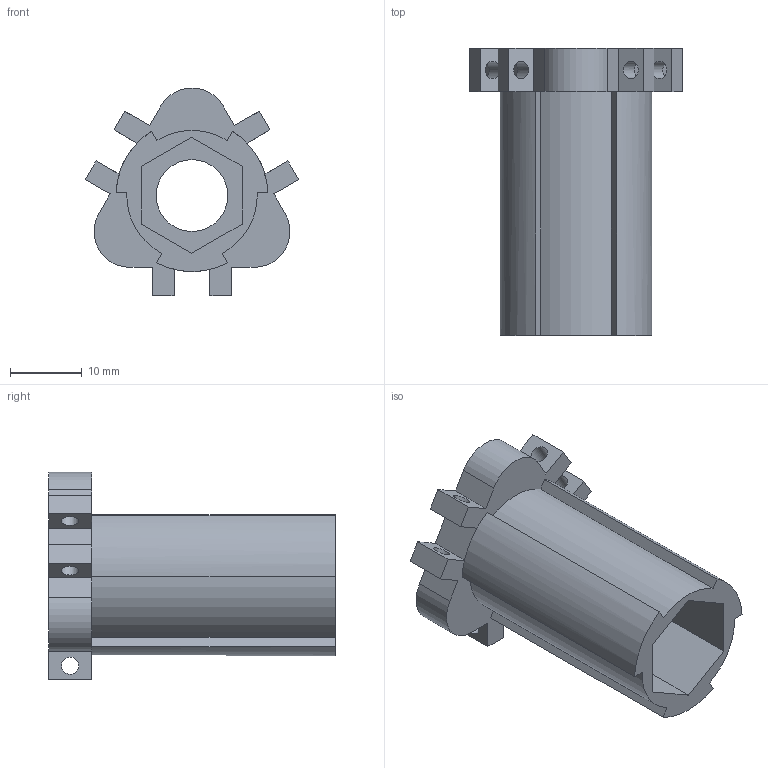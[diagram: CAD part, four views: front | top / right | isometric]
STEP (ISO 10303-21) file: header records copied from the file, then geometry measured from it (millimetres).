
FILE_DESCRIPTION(/* description */ ('STEP AP214'),/* implementation_level */ '2;1');
FILE_NAME(/* name */ '61fa9e5fde1f9b6a4c35e5e4',/* time_stamp */ '2022-02-02T15:08:16+00:00',/* author */ (''),/* organization */ (''),/* preprocessor_version */ 'ST-DEVELOPER v18.101',/* originating_system */ ' ',/* authorisation */ ' ');
FILE_SCHEMA (('AUTOMOTIVE_DESIGN {1 0 10303 214 3 1 1}'));
Length unit declared in the file: metre
Products named in the file (1): Tige
Bounding box: 29.75 x 40 x 29 mm (x, y, z)
Volume: 7629.1 mm3; surface area: 5979.2 mm2
Topology: 1 solids, 1 shells, 64 faces, 180 edges, 119 vertices
Faces by surface type: plane 48, cylinder 16
Full cylindrical faces by diameter (mm): 2.4 x6, 10 x1
Entity records: 2054 total; most frequent: CARTESIAN_POINT 351, ORIENTED_EDGE 340, DIRECTION 338, EDGE_CURVE 170, LINE 132, VECTOR 132, VERTEX_POINT 116, AXIS2_PLACEMENT_3D 103
